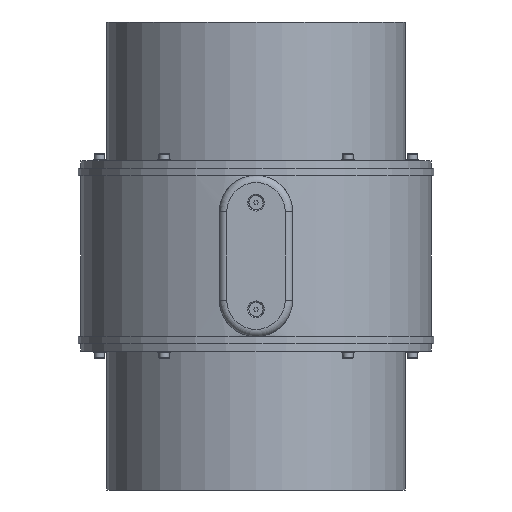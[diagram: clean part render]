
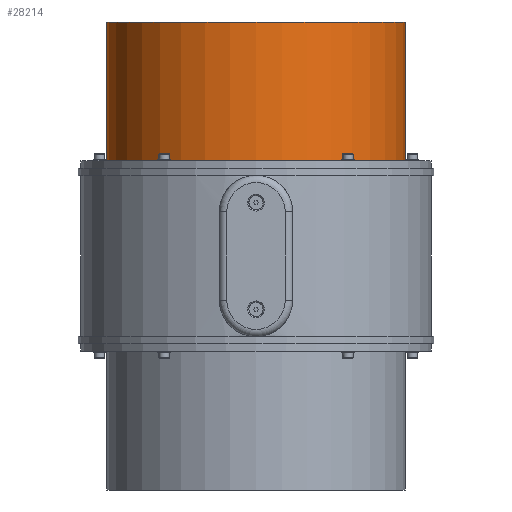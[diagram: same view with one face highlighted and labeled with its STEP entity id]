
A CAD part, front view. The second image highlights one B-rep face of the part: STEP entity #28214.
In plain terms, the highlighted cylindrical face has radius 102 mm (diameter 204 mm), a full revolution.
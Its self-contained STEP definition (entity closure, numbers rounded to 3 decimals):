
#2321 = ORIENTED_EDGE ( 'NONE', *, *, #19754, .F. ) ;
#2466 = EDGE_LOOP ( 'NONE', ( #2321 ) ) ;
#4668 = DIRECTION ( 'NONE',  ( 0., 0., 1. ) ) ;
#4704 = DIRECTION ( 'NONE',  ( 0., 0., -1. ) ) ;
#4752 = FACE_OUTER_BOUND ( 'NONE', #2466, .T. ) ;
#10828 = DIRECTION ( 'NONE',  ( 1., 0., 0. ) ) ;
#11499 = CARTESIAN_POINT ( 'NONE',  ( 146.104, 162.487, 270.24 ) ) ;
#12540 = AXIS2_PLACEMENT_3D ( 'NONE', #11499, #17825, #40656 ) ;
#12629 = CARTESIAN_POINT ( 'NONE',  ( 248.104, 162.487, 175.24 ) ) ;
#17825 = DIRECTION ( 'NONE',  ( 0., 0., -1. ) ) ;
#19754 = EDGE_CURVE ( 'NONE', #41559, #41559, #36293, .T. ) ;
#23707 = CARTESIAN_POINT ( 'NONE',  ( 146.104, 162.487, 175.24 ) ) ;
#24208 = AXIS2_PLACEMENT_3D ( 'NONE', #33815, #4668, #30891 ) ;
#24582 = FACE_OUTER_BOUND ( 'NONE', #41323, .T. ) ;
#27354 = CYLINDRICAL_SURFACE ( 'NONE', #12540, 102. ) ;
#27982 = CARTESIAN_POINT ( 'NONE',  ( 248.104, 162.487, 270.24 ) ) ;
#28214 = ADVANCED_FACE ( 'NONE', ( #4752, #24582 ), #27354, .T. ) ;
#30891 = DIRECTION ( 'NONE',  ( 1., 0., 0. ) ) ;
#32235 = AXIS2_PLACEMENT_3D ( 'NONE', #23707, #4704, #10828 ) ;
#33815 = CARTESIAN_POINT ( 'NONE',  ( 146.104, 162.487, 270.24 ) ) ;
#33877 = EDGE_CURVE ( 'NONE', #34112, #34112, #36376, .T. ) ;
#34112 = VERTEX_POINT ( 'NONE', #27982 ) ;
#36293 = CIRCLE ( 'NONE', #32235, 102. ) ;
#36376 = CIRCLE ( 'NONE', #24208, 102. ) ;
#37148 = ORIENTED_EDGE ( 'NONE', *, *, #33877, .F. ) ;
#40656 = DIRECTION ( 'NONE',  ( -1., 0., 0. ) ) ;
#41323 = EDGE_LOOP ( 'NONE', ( #37148 ) ) ;
#41559 = VERTEX_POINT ( 'NONE', #12629 ) ;
